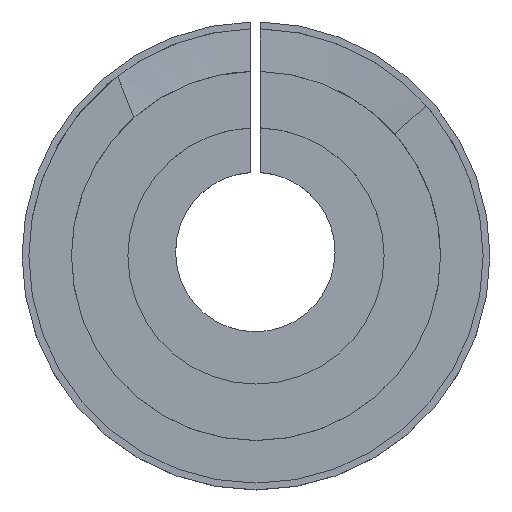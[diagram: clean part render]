
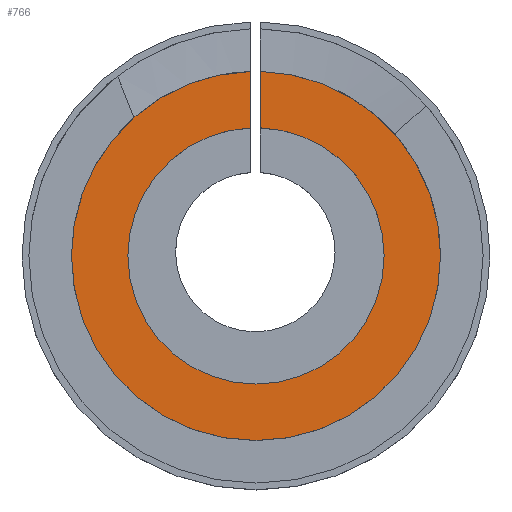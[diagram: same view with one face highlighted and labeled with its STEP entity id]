
A CAD part, top view. The second image highlights one B-rep face of the part: STEP entity #766.
In plain terms, the highlighted planar face has unit normal (0, 0, 1).
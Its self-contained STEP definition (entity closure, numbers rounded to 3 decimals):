
#1 = VERTEX_POINT ( 'NONE', #794 ) ;
#2 = CARTESIAN_POINT ( 'NONE',  ( 0.108, -0.599, 13.254 ) ) ;
#19 = DIRECTION ( 'NONE',  ( 0., 0., 1. ) ) ;
#30 = CARTESIAN_POINT ( 'NONE',  ( 0.108, -0.599, 13.254 ) ) ;
#39 = VECTOR ( 'NONE', #216, 1000. ) ;
#48 = ORIENTED_EDGE ( 'NONE', *, *, #319, .F. ) ;
#51 = CIRCLE ( 'NONE', #559, 19.6 ) ;
#63 = EDGE_CURVE ( 'NONE', #321, #439, #297, .T. ) ;
#102 = VERTEX_POINT ( 'NONE', #116 ) ;
#116 = CARTESIAN_POINT ( 'NONE',  ( 0.75, 18.99, 13.254 ) ) ;
#127 = EDGE_CURVE ( 'NONE', #439, #1, #236, .T. ) ;
#130 = CIRCLE ( 'NONE', #822, 19.6 ) ;
#154 = CARTESIAN_POINT ( 'NONE',  ( -19.492, -0.599, 13.254 ) ) ;
#199 = ORIENTED_EDGE ( 'NONE', *, *, #425, .F. ) ;
#200 = DIRECTION ( 'NONE',  ( 0., 0., 1. ) ) ;
#204 = AXIS2_PLACEMENT_3D ( 'NONE', #256, #830, #541 ) ;
#215 = VERTEX_POINT ( 'NONE', #836 ) ;
#216 = DIRECTION ( 'NONE',  ( 0., 1., 0. ) ) ;
#228 = FACE_OUTER_BOUND ( 'NONE', #772, .T. ) ;
#236 = CIRCLE ( 'NONE', #204, 28.229 ) ;
#241 = DIRECTION ( 'NONE',  ( 1., 0., 0. ) ) ;
#242 = VECTOR ( 'NONE', #387, 1000. ) ;
#245 = CARTESIAN_POINT ( 'NONE',  ( -0.75, -0.599, 13.254 ) ) ;
#256 = CARTESIAN_POINT ( 'NONE',  ( 0.108, -0.599, 13.254 ) ) ;
#275 = EDGE_CURVE ( 'NONE', #1, #473, #532, .T. ) ;
#287 = LINE ( 'NONE', #569, #39 ) ;
#297 = CIRCLE ( 'NONE', #312, 28.229 ) ;
#301 = ORIENTED_EDGE ( 'NONE', *, *, #870, .T. ) ;
#302 = DIRECTION ( 'NONE',  ( -1., 0., 0. ) ) ;
#312 = AXIS2_PLACEMENT_3D ( 'NONE', #456, #676, #884 ) ;
#319 = EDGE_CURVE ( 'NONE', #102, #473, #287, .T. ) ;
#321 = VERTEX_POINT ( 'NONE', #496 ) ;
#342 = EDGE_CURVE ( 'NONE', #215, #433, #51, .T. ) ;
#373 = CARTESIAN_POINT ( 'NONE',  ( 0.108, -0.599, 13.254 ) ) ;
#387 = DIRECTION ( 'NONE',  ( 0., 1., 0. ) ) ;
#419 = DIRECTION ( 'NONE',  ( 0., 0., -1. ) ) ;
#420 = ORIENTED_EDGE ( 'NONE', *, *, #63, .T. ) ;
#425 = EDGE_CURVE ( 'NONE', #433, #816, #457, .T. ) ;
#427 = DIRECTION ( 'NONE',  ( 0., 0., 1. ) ) ;
#431 = DIRECTION ( 'NONE',  ( 1., 0., 0. ) ) ;
#433 = VERTEX_POINT ( 'NONE', #154 ) ;
#439 = VERTEX_POINT ( 'NONE', #645 ) ;
#449 = AXIS2_PLACEMENT_3D ( 'NONE', #30, #419, #302 ) ;
#456 = CARTESIAN_POINT ( 'NONE',  ( 0.108, -0.599, 13.254 ) ) ;
#457 = CIRCLE ( 'NONE', #698, 19.6 ) ;
#473 = VERTEX_POINT ( 'NONE', #585 ) ;
#480 = DIRECTION ( 'NONE',  ( 1., 0., 0. ) ) ;
#487 = ORIENTED_EDGE ( 'NONE', *, *, #842, .F. ) ;
#493 = CARTESIAN_POINT ( 'NONE',  ( 19.708, -0.599, 13.254 ) ) ;
#496 = CARTESIAN_POINT ( 'NONE',  ( -0.75, 27.616, 13.254 ) ) ;
#503 = CARTESIAN_POINT ( 'NONE',  ( 0.108, -0.599, 13.254 ) ) ;
#521 = DIRECTION ( 'NONE',  ( 0., 0., 1. ) ) ;
#532 = CIRCLE ( 'NONE', #604, 28.229 ) ;
#541 = DIRECTION ( 'NONE',  ( 1., 0., 0. ) ) ;
#559 = AXIS2_PLACEMENT_3D ( 'NONE', #373, #427, #431 ) ;
#569 = CARTESIAN_POINT ( 'NONE',  ( 0.75, -0.599, 13.254 ) ) ;
#585 = CARTESIAN_POINT ( 'NONE',  ( 0.75, 27.622, 13.254 ) ) ;
#604 = AXIS2_PLACEMENT_3D ( 'NONE', #2, #200, #480 ) ;
#645 = CARTESIAN_POINT ( 'NONE',  ( -28.12, -0.599, 13.254 ) ) ;
#669 = LINE ( 'NONE', #245, #242 ) ;
#676 = DIRECTION ( 'NONE',  ( 0., 0., 1. ) ) ;
#698 = AXIS2_PLACEMENT_3D ( 'NONE', #793, #19, #732 ) ;
#732 = DIRECTION ( 'NONE',  ( 1., 0., 0. ) ) ;
#766 = ADVANCED_FACE ( 'NONE', ( #228 ), #800, .F. ) ;
#772 = EDGE_LOOP ( 'NONE', ( #48, #487, #199, #784, #301, #420, #874, #827 ) ) ;
#784 = ORIENTED_EDGE ( 'NONE', *, *, #342, .F. ) ;
#793 = CARTESIAN_POINT ( 'NONE',  ( 0.108, -0.599, 13.254 ) ) ;
#794 = CARTESIAN_POINT ( 'NONE',  ( 28.337, -0.599, 13.254 ) ) ;
#800 = PLANE ( 'NONE',  #449 ) ;
#816 = VERTEX_POINT ( 'NONE', #493 ) ;
#822 = AXIS2_PLACEMENT_3D ( 'NONE', #503, #521, #241 ) ;
#827 = ORIENTED_EDGE ( 'NONE', *, *, #275, .T. ) ;
#830 = DIRECTION ( 'NONE',  ( 0., 0., 1. ) ) ;
#836 = CARTESIAN_POINT ( 'NONE',  ( -0.75, 18.982, 13.254 ) ) ;
#842 = EDGE_CURVE ( 'NONE', #816, #102, #130, .T. ) ;
#870 = EDGE_CURVE ( 'NONE', #215, #321, #669, .T. ) ;
#874 = ORIENTED_EDGE ( 'NONE', *, *, #127, .T. ) ;
#884 = DIRECTION ( 'NONE',  ( 1., 0., 0. ) ) ;
